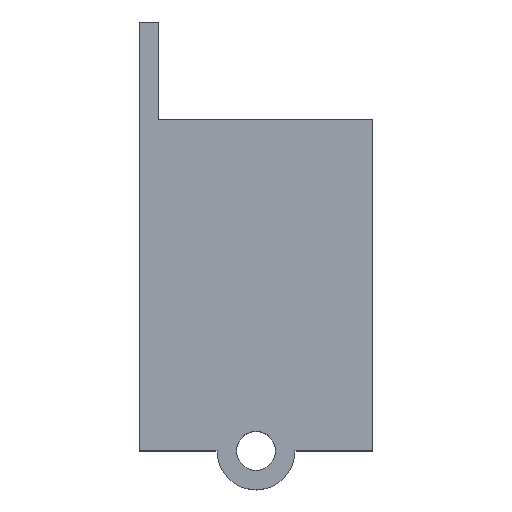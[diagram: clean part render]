
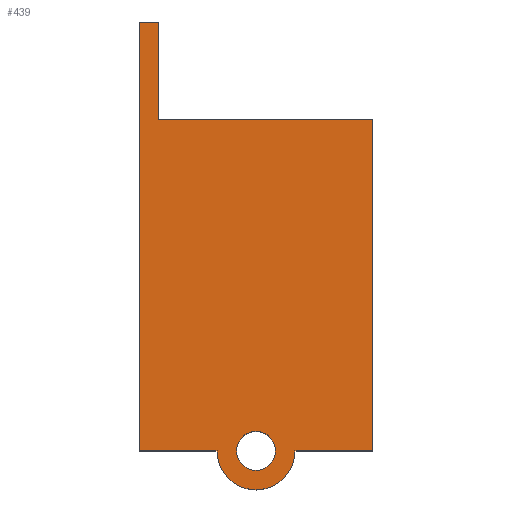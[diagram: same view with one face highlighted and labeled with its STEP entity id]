
A CAD part, top view. The second image highlights one B-rep face of the part: STEP entity #439.
In plain terms, the highlighted planar face has unit normal (0, 0, 1).
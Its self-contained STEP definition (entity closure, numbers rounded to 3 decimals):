
#167=CARTESIAN_POINT('POINT15',(-6.,-11.,0.));
#168=VERTEX_POINT('VERTEX15',#167);
#175=CARTESIAN_POINT('POINT16',(-6.,11.,0.));
#176=VERTEX_POINT('VERTEX16',#175);
#177=CARTESIAN_POINT('POS22',(-6.,11.,0.));
#178=DIRECTION('DIR31',(0.,-1.,0.));
#179=VECTOR('VEC13',#178,1.);
#180=LINE('STRAIGHT13',#177,#179);
#181=EDGE_CURVE('EDGE18',#176,#168,#180,.T.);
#204=CARTESIAN_POINT('POINT17',(-5.,11.,0.));
#205=VERTEX_POINT('VERTEX17',#204);
#214=CARTESIAN_POINT('POS27',(-6.,11.,0.));
#215=DIRECTION('DIR37',(1.,0.,0.));
#216=VECTOR('VEC17',#215,1.);
#217=LINE('STRAIGHT17',#214,#216);
#218=EDGE_CURVE('EDGE22',#176,#205,#217,.T.);
#228=CARTESIAN_POINT('POINT18',(-5.,6.,0.));
#229=VERTEX_POINT('VERTEX18',#228);
#238=CARTESIAN_POINT('POS30',(-5.,11.,0.));
#239=DIRECTION('DIR41',(0.,-1.,0.));
#240=VECTOR('VEC19',#239,1.);
#241=LINE('STRAIGHT19',#238,#240);
#242=EDGE_CURVE('EDGE24',#205,#229,#241,.T.);
#253=CARTESIAN_POINT('POINT19',(6.,6.,0.));
#254=VERTEX_POINT('VERTEX19',#253);
#255=CARTESIAN_POINT('POS32',(-5.,6.,0.));
#256=DIRECTION('DIR44',(1.,0.,0.));
#257=VECTOR('VEC20',#256,1.);
#258=LINE('STRAIGHT20',#255,#257);
#259=EDGE_CURVE('EDGE25',#229,#254,#258,.T.);
#278=CARTESIAN_POINT('POINT20',(6.,-11.,0.));
#279=VERTEX_POINT('VERTEX20',#278);
#288=CARTESIAN_POINT('POS36',(6.,6.,0.));
#289=DIRECTION('DIR49',(0.,-1.,0.));
#290=VECTOR('VEC23',#289,1.);
#291=LINE('STRAIGHT23',#288,#290);
#292=EDGE_CURVE('EDGE28',#254,#279,#291,.T.);
#304=CARTESIAN_POINT('POINT21',(2.,-11.,0.));
#305=VERTEX_POINT('VERTEX21',#304);
#306=CARTESIAN_POINT('POS38',(6.,-11.,0.));
#307=DIRECTION('DIR52',(-1.,0.,0.));
#308=VECTOR('VEC24',#307,1.);
#309=LINE('STRAIGHT24',#306,#308);
#310=EDGE_CURVE('EDGE29',#279,#305,#309,.T.);
#328=CARTESIAN_POINT('POINT22',(-2.,-11.,0.));
#329=VERTEX_POINT('VERTEX22',#328);
#330=CARTESIAN_POINT('POS41',(0.,-11.,0.));
#331=DIRECTION('DIR56',(0.,0.,-1.));
#332=DIRECTION('DIR57',(1.,0.,0.));
#333=AXIS2_PLACEMENT_3D('AXIS16',#330,#331,#332);
#334=CIRCLE('ELLIPSE6',#333,2.);
#335=EDGE_CURVE('EDGE31',#305,#329,#334,.T.);
#353=CARTESIAN_POINT('POS44',(-2.,-11.,0.));
#354=DIRECTION('DIR61',(-1.,0.,0.));
#355=VECTOR('VEC27',#354,1.);
#356=LINE('STRAIGHT27',#353,#355);
#357=EDGE_CURVE('EDGE33',#329,#168,#356,.T.);
#370=CARTESIAN_POINT('POINT23',(1.,-11.,0.));
#371=VERTEX_POINT('VERTEX23',#370);
#378=CARTESIAN_POINT('POINT24',(-1.,-11.,0.));
#379=VERTEX_POINT('VERTEX24',#378);
#380=CARTESIAN_POINT('POS47',(0.,-11.,0.));
#381=DIRECTION('DIR65',(0.,0.,-1.));
#382=DIRECTION('DIR66',(-1.,0.,0.));
#383=AXIS2_PLACEMENT_3D('AXIS19',#380,#381,#382);
#384=CIRCLE('ELLIPSE7',#383,1.);
#385=EDGE_CURVE('EDGE35',#379,#371,#384,.T.);
#403=CARTESIAN_POINT('POS50',(0.,-11.,0.));
#404=DIRECTION('DIR70',(0.,0.,-1.));
#405=DIRECTION('DIR71',(1.,0.,0.));
#406=AXIS2_PLACEMENT_3D('AXIS21',#403,#404,#405);
#407=CIRCLE('ELLIPSE8',#406,1.);
#408=EDGE_CURVE('EDGE37',#371,#379,#407,.T.);
#420=ORIENTED_EDGE('COEDGE65',*,*,#408,.T.);
#421=ORIENTED_EDGE('COEDGE66',*,*,#385,.T.);
#422=EDGE_LOOP('NONE',(#420,#421));
#423=FACE_BOUND('LOOP1',#422,.T.);
#424=ORIENTED_EDGE('COEDGE67',*,*,#357,.F.);
#425=ORIENTED_EDGE('COEDGE68',*,*,#335,.F.);
#426=ORIENTED_EDGE('COEDGE69',*,*,#310,.F.);
#427=ORIENTED_EDGE('COEDGE70',*,*,#292,.F.);
#428=ORIENTED_EDGE('COEDGE71',*,*,#259,.F.);
#429=ORIENTED_EDGE('COEDGE72',*,*,#242,.F.);
#430=ORIENTED_EDGE('COEDGE73',*,*,#218,.F.);
#431=ORIENTED_EDGE('COEDGE74',*,*,#181,.T.);
#432=EDGE_LOOP('NONE',(#424,#425,#426,#427,#428,#429,#430,#431));
#433=FACE_BOUND('LOOP1',#432,.T.);
#434=CARTESIAN_POINT('POS52',(0.,0.,0.));
#435=DIRECTION('DIR74',(0.,0.,-1.));
#436=DIRECTION('DIR75',(1.,0.,0.));
#437=AXIS2_PLACEMENT_3D('AXIS23',#434,#435,#436);
#438=PLANE('PLANE11',#437);
#439=ADVANCED_FACE('FACE15',(#423,#433),#438,.F.);
